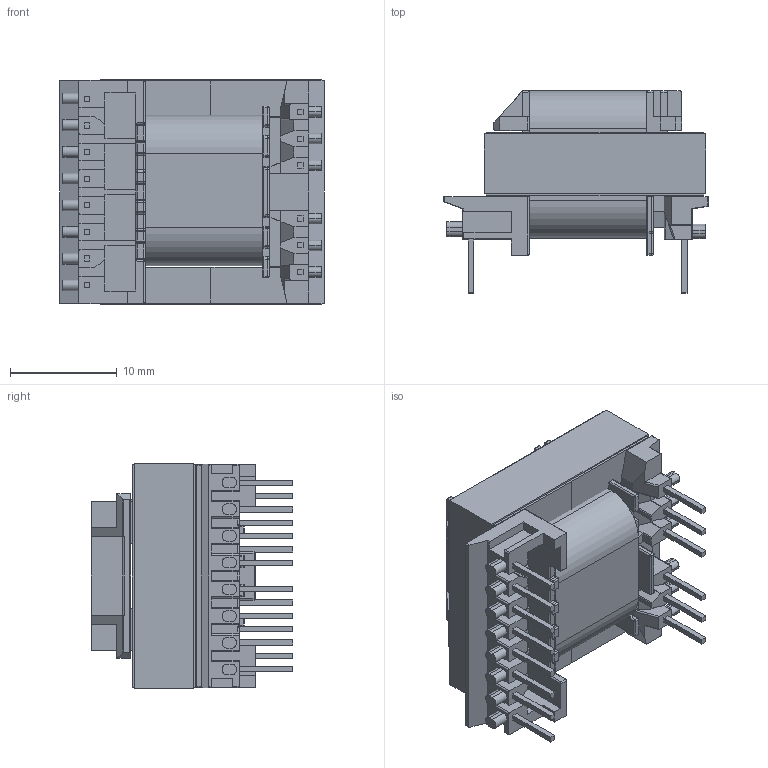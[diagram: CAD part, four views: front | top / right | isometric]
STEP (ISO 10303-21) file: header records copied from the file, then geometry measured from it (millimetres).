
FILE_DESCRIPTION (( 'STEP AP214' ), '1' );
FILE_NAME ('EE20-10-6-EF20-5443-1170.STEP', '2021-04-08T20:23:03', ( '' ), ( '' ), 'SwSTEP 2.0', 'SolidWorks 2017', '' );
FILE_SCHEMA (( 'AUTOMOTIVE_DESIGN' ));
Length unit declared in the file: millimetre
Products named in the file (5): EE20-10-6-EF20-5443; 150-1170_6A; EE20-10-6-EF20-5443-1170; 070-5443; 440-9987-1170
Assembly tree (5 placements, depth 2):
  EE20-10-6-EF20-5443-1170
    070-5443
    EE20-10-6-EF20-5443
    150-1170_6A  x2
    440-9987-1170
Bounding box: 24.8 x 18.91 x 21.12 mm (x, y, z)
Volume: 4441.4 mm3; surface area: 6512.8 mm2
Topology: 5 solids, 5 shells, 718 faces, 1881 edges, 1163 vertices
Faces by surface type: plane 391, cylinder 255, sphere 38, torus 34
Entity records: 22199 total; most frequent: CARTESIAN_POINT 3884, DIRECTION 3677, ORIENTED_EDGE 3614, EDGE_CURVE 1807, VECTOR 1249, LINE 1249, AXIS2_PLACEMENT_3D 1214, VERTEX_POINT 1139
